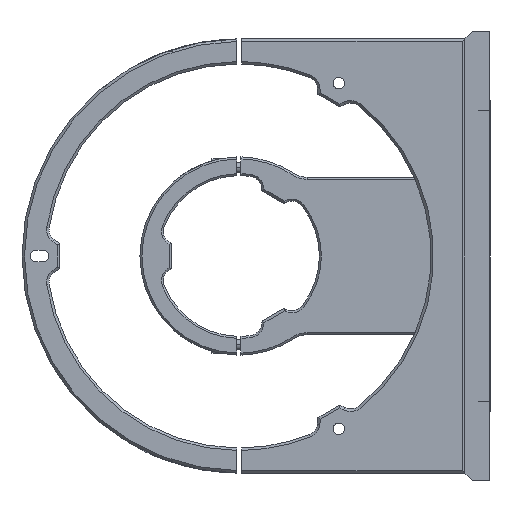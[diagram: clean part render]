
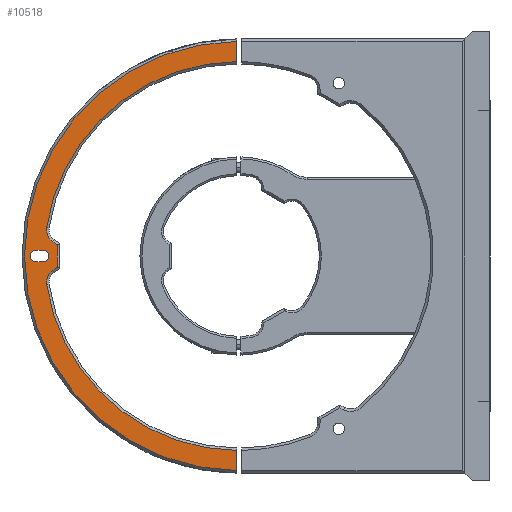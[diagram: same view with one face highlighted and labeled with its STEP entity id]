
A CAD part, left-side view. The second image highlights one B-rep face of the part: STEP entity #10518.
In plain terms, the highlighted planar face has unit normal (-1, 0, 0).
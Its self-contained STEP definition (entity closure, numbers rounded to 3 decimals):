
#73 = AXIS2_PLACEMENT_3D ( 'NONE', #1712, #1094, #9471 ) ;
#189 = VERTEX_POINT ( 'NONE', #269 ) ;
#269 = CARTESIAN_POINT ( 'NONE',  ( 0., 98.973, 4.479 ) ) ;
#278 = CARTESIAN_POINT ( 'NONE',  ( 0., 26.473, 0. ) ) ;
#334 = DIRECTION ( 'NONE',  ( 0., 1., 0. ) ) ;
#346 = EDGE_CURVE ( 'NONE', #10967, #461, #1886, .T. ) ;
#461 = VERTEX_POINT ( 'NONE', #3035 ) ;
#636 = AXIS2_PLACEMENT_3D ( 'NONE', #1698, #2534, #4964 ) ;
#696 = ORIENTED_EDGE ( 'NONE', *, *, #2331, .T. ) ;
#723 = DIRECTION ( 'NONE',  ( 0., 0., -1. ) ) ;
#785 = AXIS2_PLACEMENT_3D ( 'NONE', #2248, #3235, #4953 ) ;
#898 = CARTESIAN_POINT ( 'NONE',  ( 0., 104.473, -2.25 ) ) ;
#928 = EDGE_CURVE ( 'NONE', #461, #189, #10792, .T. ) ;
#1043 = DIRECTION ( 'NONE',  ( 0., -1., 0. ) ) ;
#1059 = DIRECTION ( 'NONE',  ( 1., 0., 0. ) ) ;
#1062 = VECTOR ( 'NONE', #3191, 1000. ) ;
#1094 = DIRECTION ( 'NONE',  ( 1., 0., 0. ) ) ;
#1264 = CARTESIAN_POINT ( 'NONE',  ( 0., 107.473, 2.25 ) ) ;
#1279 = EDGE_CURVE ( 'NONE', #189, #5314, #6560, .T. ) ;
#1287 = EDGE_CURVE ( 'NONE', #5314, #7630, #2259, .T. ) ;
#1514 = CARTESIAN_POINT ( 'NONE',  ( 0., 100.631, 5.64 ) ) ;
#1603 = CARTESIAN_POINT ( 'NONE',  ( 0., 107.473, 0. ) ) ;
#1653 = DIRECTION ( 'NONE',  ( -1., 0., 0. ) ) ;
#1698 = CARTESIAN_POINT ( 'NONE',  ( 0., 26.473, 0. ) ) ;
#1712 = CARTESIAN_POINT ( 'NONE',  ( 0., 26.473, 0. ) ) ;
#1855 = EDGE_CURVE ( 'NONE', #10048, #10103, #4537, .T. ) ;
#1886 = LINE ( 'NONE', #3590, #5838 ) ;
#1957 = CARTESIAN_POINT ( 'NONE',  ( 0., 103.124, 11.441 ) ) ;
#1994 = FACE_BOUND ( 'NONE', #5064, .T. ) ;
#2248 = CARTESIAN_POINT ( 'NONE',  ( 0., 26.473, 0. ) ) ;
#2259 = CIRCLE ( 'NONE', #8473, 6. ) ;
#2331 = EDGE_CURVE ( 'NONE', #6590, #5434, #3476, .T. ) ;
#2339 = CARTESIAN_POINT ( 'NONE',  ( 0., 97.19, 10.555 ) ) ;
#2534 = DIRECTION ( 'NONE',  ( 1., 0., 0. ) ) ;
#2570 = ORIENTED_EDGE ( 'NONE', *, *, #1855, .F. ) ;
#2586 = VECTOR ( 'NONE', #10463, 1000. ) ;
#2702 = EDGE_LOOP ( 'NONE', ( #3055, #10719, #696, #10732, #5956, #5736, #10944, #4490, #8736, #8687 ) ) ;
#2850 = VERTEX_POINT ( 'NONE', #7253 ) ;
#2997 = DIRECTION ( 'NONE',  ( 0., 0., 1. ) ) ;
#3035 = CARTESIAN_POINT ( 'NONE',  ( 0., 98.973, -4.479 ) ) ;
#3051 = CARTESIAN_POINT ( 'NONE',  ( 0., 104.473, 2.25 ) ) ;
#3055 = ORIENTED_EDGE ( 'NONE', *, *, #8468, .T. ) ;
#3075 = ORIENTED_EDGE ( 'NONE', *, *, #9023, .F. ) ;
#3191 = DIRECTION ( 'NONE',  ( 0., 0., 1. ) ) ;
#3235 = DIRECTION ( 'NONE',  ( -1., 0., 0. ) ) ;
#3344 = CARTESIAN_POINT ( 'NONE',  ( 0., 103.124, -11.441 ) ) ;
#3476 = CIRCLE ( 'NONE', #636, 77.5 ) ;
#3553 = DIRECTION ( 'NONE',  ( 0., 0., -1. ) ) ;
#3572 = CARTESIAN_POINT ( 'NONE',  ( 0., 97.19, -10.555 ) ) ;
#3590 = CARTESIAN_POINT ( 'NONE',  ( 0., 98.547, -4.181 ) ) ;
#3606 = CIRCLE ( 'NONE', #73, 77.5 ) ;
#3746 = VERTEX_POINT ( 'NONE', #3051 ) ;
#3745 = EDGE_CURVE ( 'NONE', #3746, #7501, #10646, .T. ) ;
#3942 = AXIS2_PLACEMENT_3D ( 'NONE', #3572, #7811, #5071 ) ;
#4134 = CARTESIAN_POINT ( 'NONE',  ( 0., 27.473, 85.494 ) ) ;
#4137 = AXIS2_PLACEMENT_3D ( 'NONE', #1603, #1653, #4152 ) ;
#4152 = DIRECTION ( 'NONE',  ( 0., 0., -1. ) ) ;
#4230 = DIRECTION ( 'NONE',  ( 0., 0., -1. ) ) ;
#4335 = EDGE_CURVE ( 'NONE', #7501, #10048, #8921, .T. ) ;
#4490 = ORIENTED_EDGE ( 'NONE', *, *, #1287, .T. ) ;
#4537 = LINE ( 'NONE', #7090, #10906 ) ;
#4577 = VERTEX_POINT ( 'NONE', #4589 ) ;
#4589 = CARTESIAN_POINT ( 'NONE',  ( 0., 27.473, -85.494 ) ) ;
#4677 = CIRCLE ( 'NONE', #785, 85.5 ) ;
#4953 = DIRECTION ( 'NONE',  ( 0., 0., -1. ) ) ;
#4964 = DIRECTION ( 'NONE',  ( 0., 0., -1. ) ) ;
#5064 = EDGE_LOOP ( 'NONE', ( #2570, #10117, #5949, #3075 ) ) ;
#5071 = DIRECTION ( 'NONE',  ( 0., 0., -1. ) ) ;
#5314 = VERTEX_POINT ( 'NONE', #1514 ) ;
#5355 = VECTOR ( 'NONE', #334, 1000. ) ;
#5434 = VERTEX_POINT ( 'NONE', #3344 ) ;
#5625 = VECTOR ( 'NONE', #9934, 1000. ) ;
#5736 = ORIENTED_EDGE ( 'NONE', *, *, #928, .T. ) ;
#5838 = VECTOR ( 'NONE', #10363, 1000. ) ;
#5890 = CARTESIAN_POINT ( 'NONE',  ( 0., 104.473, 0. ) ) ;
#5949 = ORIENTED_EDGE ( 'NONE', *, *, #3745, .F. ) ;
#5956 = ORIENTED_EDGE ( 'NONE', *, *, #346, .T. ) ;
#6170 = FACE_OUTER_BOUND ( 'NONE', #2702, .T. ) ;
#6560 = LINE ( 'NONE', #9167, #5625 ) ;
#6590 = VERTEX_POINT ( 'NONE', #7135 ) ;
#6607 = VECTOR ( 'NONE', #2997, 1000. ) ;
#6684 = CARTESIAN_POINT ( 'NONE',  ( 0., 107.473, -2.25 ) ) ;
#6867 = AXIS2_PLACEMENT_3D ( 'NONE', #278, #1059, #3553 ) ;
#6878 = EDGE_CURVE ( 'NONE', #5434, #10967, #7674, .T. ) ;
#7018 = EDGE_CURVE ( 'NONE', #2850, #8174, #9878, .T. ) ;
#7089 = CARTESIAN_POINT ( 'NONE',  ( 0., 27.473, 105.333 ) ) ;
#7090 = CARTESIAN_POINT ( 'NONE',  ( 0., 107.473, -2.25 ) ) ;
#7102 = PLANE ( 'NONE',  #6867 ) ;
#7135 = CARTESIAN_POINT ( 'NONE',  ( 0., 27.473, -77.494 ) ) ;
#7253 = CARTESIAN_POINT ( 'NONE',  ( 0., 27.473, 77.494 ) ) ;
#7393 = CARTESIAN_POINT ( 'NONE',  ( 0., 27.473, 105.333 ) ) ;
#7501 = VERTEX_POINT ( 'NONE', #10636 ) ;
#7630 = VERTEX_POINT ( 'NONE', #1957 ) ;
#7674 = CIRCLE ( 'NONE', #3942, 6. ) ;
#7780 = EDGE_CURVE ( 'NONE', #7630, #2850, #3606, .T. ) ;
#7811 = DIRECTION ( 'NONE',  ( 1., 0., 0. ) ) ;
#7902 = CIRCLE ( 'NONE', #9303, 2.25 ) ;
#8174 = VERTEX_POINT ( 'NONE', #4134 ) ;
#8191 = CARTESIAN_POINT ( 'NONE',  ( 0., 98.973, 5. ) ) ;
#8468 = EDGE_CURVE ( 'NONE', #8174, #4577, #4677, .T. ) ;
#8473 = AXIS2_PLACEMENT_3D ( 'NONE', #2339, #9987, #723 ) ;
#8687 = ORIENTED_EDGE ( 'NONE', *, *, #7018, .T. ) ;
#8736 = ORIENTED_EDGE ( 'NONE', *, *, #7780, .T. ) ;
#8921 = CIRCLE ( 'NONE', #4137, 2.25 ) ;
#9023 = EDGE_CURVE ( 'NONE', #10103, #3746, #7902, .T. ) ;
#9167 = CARTESIAN_POINT ( 'NONE',  ( 0., 100.631, 5.64 ) ) ;
#9303 = AXIS2_PLACEMENT_3D ( 'NONE', #5890, #9430, #4230 ) ;
#9430 = DIRECTION ( 'NONE',  ( -1., 0., 0. ) ) ;
#9471 = DIRECTION ( 'NONE',  ( 0., 0., -1. ) ) ;
#9502 = EDGE_CURVE ( 'NONE', #4577, #6590, #9578, .T. ) ;
#9578 = LINE ( 'NONE', #7089, #2586 ) ;
#9703 = CARTESIAN_POINT ( 'NONE',  ( 0., 100.631, -5.64 ) ) ;
#9878 = LINE ( 'NONE', #7393, #6607 ) ;
#9934 = DIRECTION ( 'NONE',  ( 0., 0.819, 0.574 ) ) ;
#9987 = DIRECTION ( 'NONE',  ( 1., 0., 0. ) ) ;
#10048 = VERTEX_POINT ( 'NONE', #6684 ) ;
#10103 = VERTEX_POINT ( 'NONE', #898 ) ;
#10117 = ORIENTED_EDGE ( 'NONE', *, *, #4335, .F. ) ;
#10363 = DIRECTION ( 'NONE',  ( 0., -0.819, 0.574 ) ) ;
#10463 = DIRECTION ( 'NONE',  ( 0., 0., 1. ) ) ;
#10518 = ADVANCED_FACE ( 'NONE', ( #1994, #6170 ), #7102, .F. ) ;
#10636 = CARTESIAN_POINT ( 'NONE',  ( 0., 107.473, 2.25 ) ) ;
#10646 = LINE ( 'NONE', #1264, #5355 ) ;
#10719 = ORIENTED_EDGE ( 'NONE', *, *, #9502, .T. ) ;
#10732 = ORIENTED_EDGE ( 'NONE', *, *, #6878, .T. ) ;
#10792 = LINE ( 'NONE', #8191, #1062 ) ;
#10906 = VECTOR ( 'NONE', #1043, 1000. ) ;
#10944 = ORIENTED_EDGE ( 'NONE', *, *, #1279, .T. ) ;
#10967 = VERTEX_POINT ( 'NONE', #9703 ) ;
